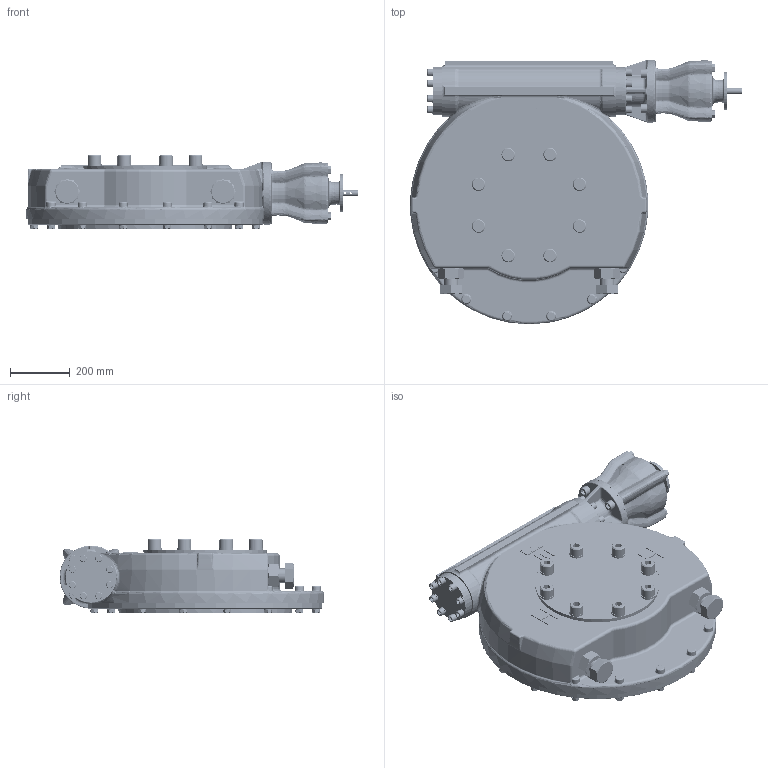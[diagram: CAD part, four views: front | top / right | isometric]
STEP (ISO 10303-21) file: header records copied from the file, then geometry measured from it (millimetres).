
FILE_DESCRIPTION(/* description */ ('Unknown'),/* implementation_level */ '2;1');
FILE_NAME(/* name */ 'PUB-HOW11-MPR36 simplified',/* time_stamp */ '2020-06-18T13:38:28+01:00',/* author */ ('Unknown'),/* organization */ ('Unknown'),/* preprocessor_version */ 'ST-DEVELOPER v16.7',/* originating_system */ 'DEX',/* authorisation */ $);
FILE_SCHEMA (('AUTOMOTIVE_DESIGN {1 0 10303 214 3 1 1}'));
Products named in the file (1): PUB-HOW11-MPR36 simplified
Bounding box: 1108 x 883.5 x 247.07 mm (x, y, z)
Volume: 35033782.4 mm3; surface area: 5170618.5 mm2
Topology: 105 solids, 107 shells, 11520 faces, 30298 edges, 19510 vertices
Faces by surface type: plane 6325, cylinder 2106, bspline 2079, cone 622, torus 256, sphere 132
Full cylindrical faces by diameter (mm): 2.5 x2, 6 x2, 11 x4, 13.835 x10, 14 x32, 16 x52, 16.1 x16, 16.5 x24, 17 x8, 17.294 x8, 17.5 x8, 20 x6, 20.5 x4, 22.098 x1, 23 x1, 24 x16, 26 x2, 29.583 x1, 30 x18, 31 x8, 31.4 x8, 31.5 x8, 31.67 x8, 42.94 x4, 45 x8, 47 x8, 48 x2, 50 x2, 55 x1, 60 x1
Entity records: 474601 total; most frequent: CARTESIAN_POINT 166077, ORIENTED_EDGE 58226, DIRECTION 44531, EDGE_CURVE 29113, VERTEX_POINT 19228, AXIS2_PLACEMENT_3D 15109, LINE 14313, VECTOR 14313
